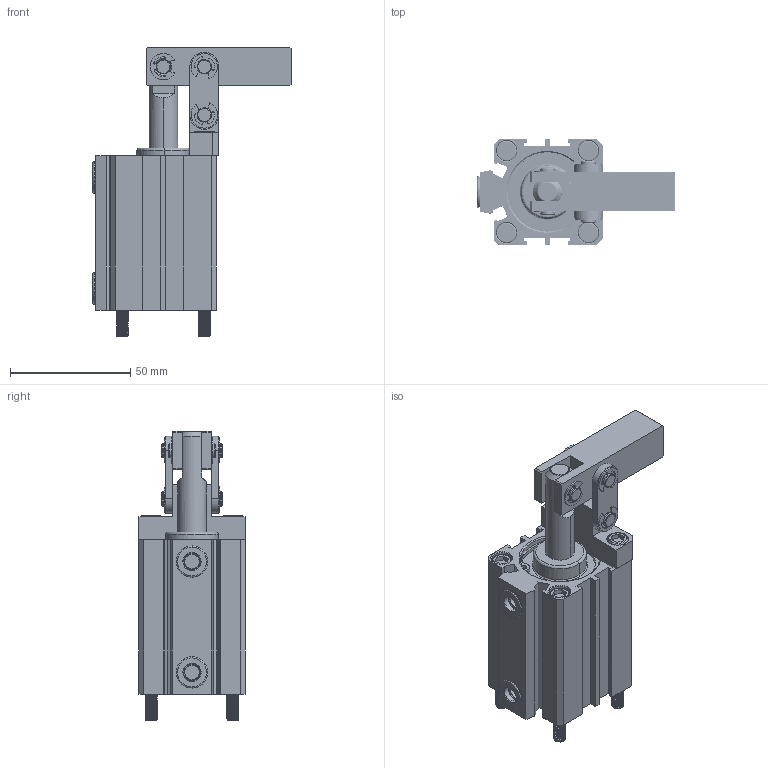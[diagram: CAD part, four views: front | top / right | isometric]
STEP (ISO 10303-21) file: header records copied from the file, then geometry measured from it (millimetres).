
FILE_DESCRIPTION (( 'STEP AP214' ), '1' );
FILE_NAME ('CALC-MS32杠杆空压缸三维图.STEP', '2019-04-14T07:19:45', ( '' ), ( '' ), 'SwSTEP 2.0', 'SolidWorks 2016', '' );
FILE_SCHEMA (( 'AUTOMOTIVE_DESIGN' ));
Length unit declared in the file: millimetre
Products named in the file (15): CALC-MS32杠杆空压缸三维图; ms32綴裔; ms32掛极; ms32傻种; ms32蟀裝盓傅釱; 活塞杆22; ms32酗种; 葩璃 ms32蹟1; 裝縐32; ms32揤旋; ms32ヶ裔; 1-8黑芛MS32; ms32蹟1; ms32縐銅; ms32蟀裝
Assembly tree (25 placements, depth 2):
  CALC-MS32杠杆空压缸三维图
    ms32酗种  x2
    ms32蟀裝  x2
    ms32縐銅  x6
    ms32蹟1  x2
    1-8黑芛MS32  x2
    ms32ヶ裔
    ms32揤旋
    裝縐32  x2
    葩璃 ms32蹟1  x2
    活塞杆22
    ms32蟀裝盓傅釱
    ms32傻种
    ms32掛极
    ms32綴裔
Bounding box: 82.2 x 44 x 120 mm (x, y, z)
Volume: 103913.7 mm3; surface area: 63487.7 mm2
Topology: 26 solids, 26 shells, 1086 faces, 2811 edges, 1827 vertices
Faces by surface type: cylinder 621, plane 269, bspline 121, cone 75
Entity records: 38812 total; most frequent: CARTESIAN_POINT 22528, ORIENTED_EDGE 3578, DIRECTION 3004, EDGE_CURVE 1789, VERTEX_POINT 1153, AXIS2_PLACEMENT_3D 1116, EDGE_LOOP 782, VECTOR 772
